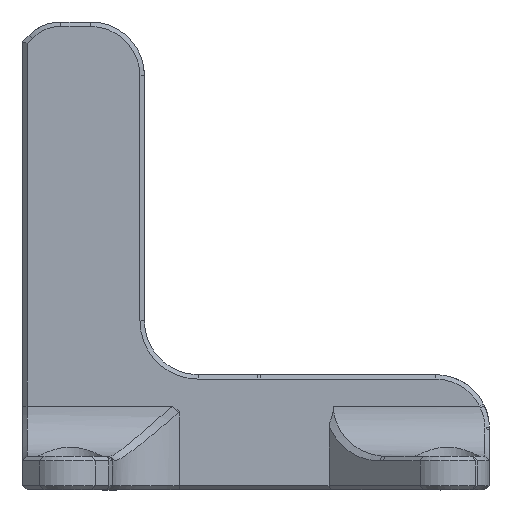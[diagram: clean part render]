
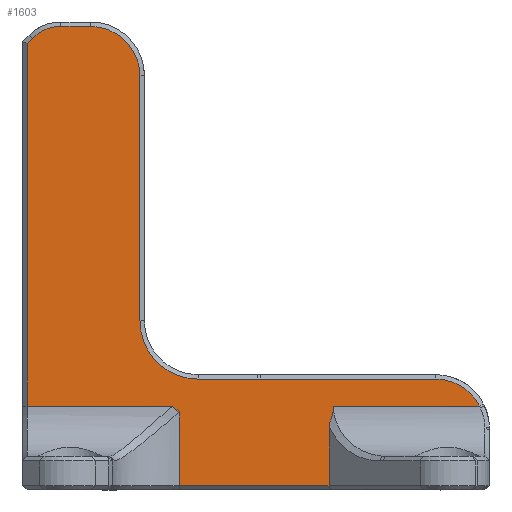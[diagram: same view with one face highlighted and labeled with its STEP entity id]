
A CAD part, front view. The second image highlights one B-rep face of the part: STEP entity #1603.
In plain terms, the highlighted planar face has unit normal (0, -1, 0).
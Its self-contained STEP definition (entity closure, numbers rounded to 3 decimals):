
#72=B_SPLINE_CURVE_WITH_KNOTS('',3,(#2356,#2357,#2358,#2359,#2360,#2361,
#2362,#2363,#2364,#2365,#2366,#2367,#2368,#2369),.UNSPECIFIED.,.F.,.F.,
(4,2,2,2,2,2,4),(0.,0.025,0.09,0.152,
0.164,0.17,0.173),.UNSPECIFIED.);
#97=PLANE('',#1722);
#149=FACE_OUTER_BOUND('',#250,.T.);
#250=EDGE_LOOP('',(#1102,#1103,#1104,#1105,#1106,#1107,#1108,#1109,#1110,
#1111,#1112,#1113,#1114,#1115,#1116,#1117,#1118,#1119));
#357=CIRCLE('',#1716,4.4);
#359=CIRCLE('',#1720,3.6);
#360=CIRCLE('',#1723,4.4);
#361=CIRCLE('',#1724,11.096);
#362=CIRCLE('',#1725,5.2);
#419=LINE('',#2328,#558);
#423=LINE('',#2340,#562);
#425=LINE('',#2344,#564);
#426=LINE('',#2346,#565);
#427=LINE('',#2348,#566);
#428=LINE('',#2350,#567);
#429=LINE('',#2352,#568);
#430=LINE('',#2354,#569);
#431=LINE('',#2371,#570);
#432=LINE('',#2375,#571);
#433=LINE('',#2379,#572);
#434=LINE('',#2382,#573);
#558=VECTOR('',#1880,10.);
#562=VECTOR('',#1892,10.);
#564=VECTOR('',#1896,10.);
#565=VECTOR('',#1897,10.);
#566=VECTOR('',#1898,10.);
#567=VECTOR('',#1899,10.);
#568=VECTOR('',#1900,10.);
#569=VECTOR('',#1901,10.);
#570=VECTOR('',#1902,10.);
#571=VECTOR('',#1905,10.);
#572=VECTOR('',#1908,10.);
#573=VECTOR('',#1911,10.);
#694=VERTEX_POINT('',#2316);
#697=VERTEX_POINT('',#2321);
#699=VERTEX_POINT('',#2326);
#701=VERTEX_POINT('',#2333);
#703=VERTEX_POINT('',#2338);
#704=VERTEX_POINT('',#2343);
#705=VERTEX_POINT('',#2345);
#706=VERTEX_POINT('',#2347);
#707=VERTEX_POINT('',#2349);
#708=VERTEX_POINT('',#2351);
#709=VERTEX_POINT('',#2353);
#710=VERTEX_POINT('',#2355);
#711=VERTEX_POINT('',#2370);
#712=VERTEX_POINT('',#2372);
#713=VERTEX_POINT('',#2374);
#714=VERTEX_POINT('',#2376);
#715=VERTEX_POINT('',#2378);
#716=VERTEX_POINT('',#2380);
#845=EDGE_CURVE('',#697,#694,#357,.T.);
#847=EDGE_CURVE('',#699,#697,#419,.T.);
#851=EDGE_CURVE('',#701,#699,#359,.T.);
#853=EDGE_CURVE('',#703,#701,#423,.T.);
#855=EDGE_CURVE('',#704,#703,#425,.T.);
#856=EDGE_CURVE('',#705,#704,#426,.T.);
#857=EDGE_CURVE('',#706,#705,#427,.T.);
#858=EDGE_CURVE('',#707,#706,#428,.T.);
#859=EDGE_CURVE('',#708,#707,#429,.T.);
#860=EDGE_CURVE('',#708,#709,#430,.T.);
#861=EDGE_CURVE('',#710,#709,#72,.F.);
#862=EDGE_CURVE('',#711,#710,#431,.T.);
#863=EDGE_CURVE('',#712,#711,#360,.T.);
#864=EDGE_CURVE('',#713,#712,#432,.T.);
#865=EDGE_CURVE('',#714,#713,#361,.T.);
#866=EDGE_CURVE('',#715,#714,#433,.T.);
#867=EDGE_CURVE('',#716,#715,#362,.T.);
#868=EDGE_CURVE('',#694,#716,#434,.T.);
#1102=ORIENTED_EDGE('',*,*,#845,.F.);
#1103=ORIENTED_EDGE('',*,*,#847,.F.);
#1104=ORIENTED_EDGE('',*,*,#851,.F.);
#1105=ORIENTED_EDGE('',*,*,#853,.F.);
#1106=ORIENTED_EDGE('',*,*,#855,.F.);
#1107=ORIENTED_EDGE('',*,*,#856,.F.);
#1108=ORIENTED_EDGE('',*,*,#857,.F.);
#1109=ORIENTED_EDGE('',*,*,#858,.F.);
#1110=ORIENTED_EDGE('',*,*,#859,.F.);
#1111=ORIENTED_EDGE('',*,*,#860,.T.);
#1112=ORIENTED_EDGE('',*,*,#861,.F.);
#1113=ORIENTED_EDGE('',*,*,#862,.F.);
#1114=ORIENTED_EDGE('',*,*,#863,.F.);
#1115=ORIENTED_EDGE('',*,*,#864,.F.);
#1116=ORIENTED_EDGE('',*,*,#865,.F.);
#1117=ORIENTED_EDGE('',*,*,#866,.F.);
#1118=ORIENTED_EDGE('',*,*,#867,.F.);
#1119=ORIENTED_EDGE('',*,*,#868,.F.);
#1603=ADVANCED_FACE('',(#149),#97,.T.);
#1716=AXIS2_PLACEMENT_3D('',#2323,#1875,#1876);
#1720=AXIS2_PLACEMENT_3D('',#2335,#1887,#1888);
#1722=AXIS2_PLACEMENT_3D('',#2342,#1894,#1895);
#1723=AXIS2_PLACEMENT_3D('',#2373,#1903,#1904);
#1724=AXIS2_PLACEMENT_3D('',#2377,#1906,#1907);
#1725=AXIS2_PLACEMENT_3D('',#2381,#1909,#1910);
#1875=DIRECTION('center_axis',(0.,1.,0.));
#1876=DIRECTION('ref_axis',(0.707,0.,0.707));
#1880=DIRECTION('',(1.,0.,0.));
#1887=DIRECTION('center_axis',(0.,1.,0.));
#1888=DIRECTION('ref_axis',(-0.383,0.,0.924));
#1892=DIRECTION('',(0.707,0.,0.707));
#1894=DIRECTION('center_axis',(0.,-1.,0.));
#1895=DIRECTION('ref_axis',(1.,0.,0.));
#1896=DIRECTION('',(0.,0.,1.));
#1897=DIRECTION('',(-1.,0.,0.));
#1898=DIRECTION('',(-0.756,0.,0.655));
#1899=DIRECTION('',(0.,0.,1.));
#1900=DIRECTION('',(-1.,0.,0.));
#1901=DIRECTION('',(0.,0.,1.));
#1902=DIRECTION('',(-1.,0.,0.));
#1903=DIRECTION('center_axis',(0.,1.,0.));
#1904=DIRECTION('ref_axis',(0.707,0.,0.707));
#1905=DIRECTION('',(1.,0.,0.));
#1906=DIRECTION('center_axis',(0.,-1.,0.));
#1907=DIRECTION('ref_axis',(-1.,0.,0.));
#1908=DIRECTION('',(1.,0.,0.));
#1909=DIRECTION('center_axis',(0.,-1.,0.));
#1910=DIRECTION('ref_axis',(-0.707,0.,-0.707));
#1911=DIRECTION('',(0.,0.,-1.));
#2316=CARTESIAN_POINT('',(116.083,172.15,168.455));
#2321=CARTESIAN_POINT('',(111.683,172.15,172.855));
#2323=CARTESIAN_POINT('Origin',(111.683,172.15,168.455));
#2326=CARTESIAN_POINT('',(109.006,172.15,172.855));
#2328=CARTESIAN_POINT('',(126.577,172.15,172.855));
#2333=CARTESIAN_POINT('',(106.461,172.15,171.801));
#2335=CARTESIAN_POINT('Origin',(109.006,172.15,169.255));
#2338=CARTESIAN_POINT('',(105.999,172.15,171.34));
#2340=CARTESIAN_POINT('',(106.831,172.15,172.171));
#2342=CARTESIAN_POINT('Origin',(126.699,172.15,152.45));
#2343=CARTESIAN_POINT('',(105.999,172.15,138.95));
#2344=CARTESIAN_POINT('',(105.999,172.15,141.95));
#2345=CARTESIAN_POINT('',(118.989,172.15,138.95));
#2346=CARTESIAN_POINT('',(118.274,172.15,138.95));
#2347=CARTESIAN_POINT('',(119.599,172.15,138.421));
#2348=CARTESIAN_POINT('',(119.294,172.15,138.685));
#2349=CARTESIAN_POINT('',(119.599,172.15,131.85));
#2350=CARTESIAN_POINT('',(119.599,172.15,151.586));
#2351=CARTESIAN_POINT('',(132.971,172.15,131.85));
#2352=CARTESIAN_POINT('',(118.899,172.15,131.85));
#2353=CARTESIAN_POINT('',(132.971,172.15,137.284));
#2354=CARTESIAN_POINT('',(132.971,172.15,141.95));
#2355=CARTESIAN_POINT('',(133.371,172.15,138.95));
#2356=CARTESIAN_POINT('Ctrl Pts',(132.971,172.15,137.284));
#2357=CARTESIAN_POINT('Ctrl Pts',(133.006,172.15,137.36));
#2358=CARTESIAN_POINT('Ctrl Pts',(133.04,172.15,137.438));
#2359=CARTESIAN_POINT('Ctrl Pts',(133.153,172.15,137.715));
#2360=CARTESIAN_POINT('Ctrl Pts',(133.221,172.15,137.919));
#2361=CARTESIAN_POINT('Ctrl Pts',(133.32,172.15,138.331));
#2362=CARTESIAN_POINT('Ctrl Pts',(133.352,172.15,138.534));
#2363=CARTESIAN_POINT('Ctrl Pts',(133.367,172.15,138.78));
#2364=CARTESIAN_POINT('Ctrl Pts',(133.368,172.15,138.819));
#2365=CARTESIAN_POINT('Ctrl Pts',(133.37,172.15,138.877));
#2366=CARTESIAN_POINT('Ctrl Pts',(133.37,172.15,138.897));
#2367=CARTESIAN_POINT('Ctrl Pts',(133.371,172.15,138.928));
#2368=CARTESIAN_POINT('Ctrl Pts',(133.371,172.15,138.939));
#2369=CARTESIAN_POINT('Ctrl Pts',(133.371,172.15,138.95));
#2370=CARTESIAN_POINT('',(146.421,172.15,138.95));
#2371=CARTESIAN_POINT('',(120.149,172.15,138.95));
#2372=CARTESIAN_POINT('',(142.499,172.15,141.355));
#2373=CARTESIAN_POINT('Origin',(142.499,172.15,136.955));
#2374=CARTESIAN_POINT('',(126.827,172.15,141.355));
#2375=CARTESIAN_POINT('',(132.262,172.15,141.355));
#2376=CARTESIAN_POINT('',(126.572,172.15,141.355));
#2377=CARTESIAN_POINT('Origin',(126.699,172.15,152.45));
#2378=CARTESIAN_POINT('',(121.283,172.15,141.355));
#2379=CARTESIAN_POINT('',(132.262,172.15,141.355));
#2380=CARTESIAN_POINT('',(116.083,172.15,146.555));
#2381=CARTESIAN_POINT('Origin',(121.283,172.15,146.555));
#2382=CARTESIAN_POINT('',(116.083,172.15,163.197));
